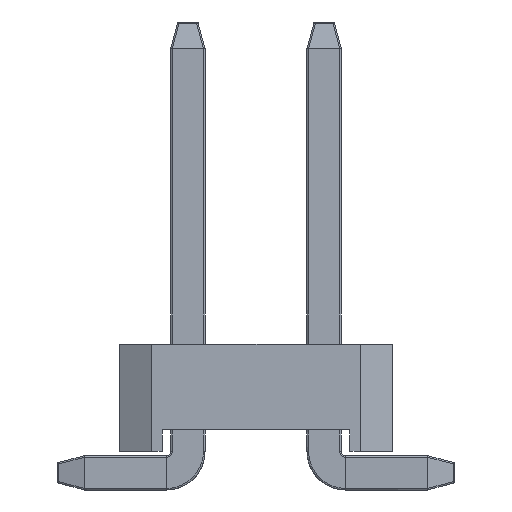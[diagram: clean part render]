
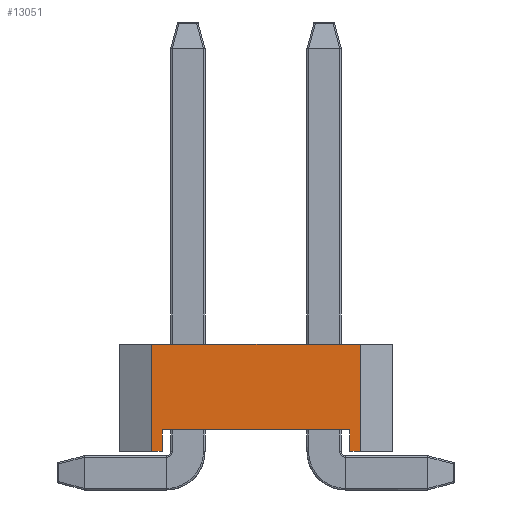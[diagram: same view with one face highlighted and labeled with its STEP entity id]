
A CAD part, left-side view. The second image highlights one B-rep face of the part: STEP entity #13051.
In plain terms, the highlighted planar face has unit normal (-1, 0, 0).
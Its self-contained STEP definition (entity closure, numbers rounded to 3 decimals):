
#25 = CARTESIAN_POINT ( 'NONE',  ( -11.43, 1.75, 0. ) ) ;
#117 = CARTESIAN_POINT ( 'NONE',  ( -11.43, -1.94, 2. ) ) ;
#324 = PLANE ( 'NONE',  #22901 ) ;
#954 = CARTESIAN_POINT ( 'NONE',  ( -11.43, -1.75, 0. ) ) ;
#1098 = DIRECTION ( 'NONE',  ( 0., 0., -1. ) ) ;
#1316 = VECTOR ( 'NONE', #1696, 1000. ) ;
#1696 = DIRECTION ( 'NONE',  ( 0., 0., -1. ) ) ;
#2421 = EDGE_LOOP ( 'NONE', ( #13626, #3983, #22252, #12240, #10505, #12653, #39077, #20781 ) ) ;
#2701 = LINE ( 'NONE', #15781, #4410 ) ;
#2739 = VERTEX_POINT ( 'NONE', #8090 ) ;
#3186 = LINE ( 'NONE', #32712, #38124 ) ;
#3943 = LINE ( 'NONE', #16809, #38086 ) ;
#3973 = VERTEX_POINT ( 'NONE', #9307 ) ;
#3983 = ORIENTED_EDGE ( 'NONE', *, *, #7937, .T. ) ;
#4410 = VECTOR ( 'NONE', #34389, 1000. ) ;
#5022 = VERTEX_POINT ( 'NONE', #19190 ) ;
#5351 = VERTEX_POINT ( 'NONE', #954 ) ;
#5395 = LINE ( 'NONE', #18423, #17332 ) ;
#6412 = EDGE_CURVE ( 'NONE', #5022, #3973, #5395, .T. ) ;
#6545 = LINE ( 'NONE', #117, #40972 ) ;
#7937 = EDGE_CURVE ( 'NONE', #5351, #16717, #2701, .T. ) ;
#8090 = CARTESIAN_POINT ( 'NONE',  ( -11.43, -1.75, 0.4 ) ) ;
#8165 = CARTESIAN_POINT ( 'NONE',  ( -11.43, 1.75, 0.4 ) ) ;
#9183 = LINE ( 'NONE', #38278, #1316 ) ;
#9307 = CARTESIAN_POINT ( 'NONE',  ( -11.43, 1.94, 0. ) ) ;
#10505 = ORIENTED_EDGE ( 'NONE', *, *, #6412, .T. ) ;
#11582 = EDGE_CURVE ( 'NONE', #22681, #27098, #20569, .T. ) ;
#12240 = ORIENTED_EDGE ( 'NONE', *, *, #18516, .F. ) ;
#12653 = ORIENTED_EDGE ( 'NONE', *, *, #38427, .T. ) ;
#13051 = ADVANCED_FACE ( 'NONE', ( #26852 ), #324, .F. ) ;
#13626 = ORIENTED_EDGE ( 'NONE', *, *, #39081, .T. ) ;
#15781 = CARTESIAN_POINT ( 'NONE',  ( -11.43, -1.94, 0. ) ) ;
#16276 = DIRECTION ( 'NONE',  ( 0., -1., 0. ) ) ;
#16352 = LINE ( 'NONE', #8165, #17416 ) ;
#16717 = VERTEX_POINT ( 'NONE', #41293 ) ;
#16727 = DIRECTION ( 'NONE',  ( 0., 0., -1. ) ) ;
#16809 = CARTESIAN_POINT ( 'NONE',  ( -11.43, -1.75, 0.4 ) ) ;
#17332 = VECTOR ( 'NONE', #16727, 1000. ) ;
#17416 = VECTOR ( 'NONE', #37268, 1000. ) ;
#18423 = CARTESIAN_POINT ( 'NONE',  ( -11.43, 1.94, 2. ) ) ;
#18516 = EDGE_CURVE ( 'NONE', #5022, #34213, #6545, .T. ) ;
#19190 = CARTESIAN_POINT ( 'NONE',  ( -11.43, 1.94, 2. ) ) ;
#19601 = DIRECTION ( 'NONE',  ( 0., -1., 0. ) ) ;
#20569 = LINE ( 'NONE', #24161, #41849 ) ;
#20781 = ORIENTED_EDGE ( 'NONE', *, *, #27873, .T. ) ;
#22252 = ORIENTED_EDGE ( 'NONE', *, *, #24884, .F. ) ;
#22681 = VERTEX_POINT ( 'NONE', #24769 ) ;
#22901 = AXIS2_PLACEMENT_3D ( 'NONE', #36305, #33729, #23022 ) ;
#23022 = DIRECTION ( 'NONE',  ( 0., 0., -1. ) ) ;
#24161 = CARTESIAN_POINT ( 'NONE',  ( -11.43, 1.75, 0.4 ) ) ;
#24769 = CARTESIAN_POINT ( 'NONE',  ( -11.43, 1.75, 0.4 ) ) ;
#24884 = EDGE_CURVE ( 'NONE', #34213, #16717, #9183, .T. ) ;
#26316 = CARTESIAN_POINT ( 'NONE',  ( -11.43, -1.94, 2. ) ) ;
#26852 = FACE_OUTER_BOUND ( 'NONE', #2421, .T. ) ;
#27098 = VERTEX_POINT ( 'NONE', #25 ) ;
#27873 = EDGE_CURVE ( 'NONE', #22681, #2739, #16352, .T. ) ;
#32712 = CARTESIAN_POINT ( 'NONE',  ( -11.43, -1.94, 0. ) ) ;
#33729 = DIRECTION ( 'NONE',  ( 1., 0., 0. ) ) ;
#34213 = VERTEX_POINT ( 'NONE', #26316 ) ;
#34389 = DIRECTION ( 'NONE',  ( 0., -1., 0. ) ) ;
#36041 = DIRECTION ( 'NONE',  ( 0., 0., -1. ) ) ;
#36305 = CARTESIAN_POINT ( 'NONE',  ( -11.43, -1.94, 2. ) ) ;
#37268 = DIRECTION ( 'NONE',  ( 0., -1., 0. ) ) ;
#38086 = VECTOR ( 'NONE', #36041, 1000. ) ;
#38124 = VECTOR ( 'NONE', #16276, 1000. ) ;
#38278 = CARTESIAN_POINT ( 'NONE',  ( -11.43, -1.94, 2. ) ) ;
#38427 = EDGE_CURVE ( 'NONE', #3973, #27098, #3186, .T. ) ;
#39077 = ORIENTED_EDGE ( 'NONE', *, *, #11582, .F. ) ;
#39081 = EDGE_CURVE ( 'NONE', #2739, #5351, #3943, .T. ) ;
#40972 = VECTOR ( 'NONE', #19601, 1000. ) ;
#41293 = CARTESIAN_POINT ( 'NONE',  ( -11.43, -1.94, 0. ) ) ;
#41849 = VECTOR ( 'NONE', #1098, 1000. ) ;
